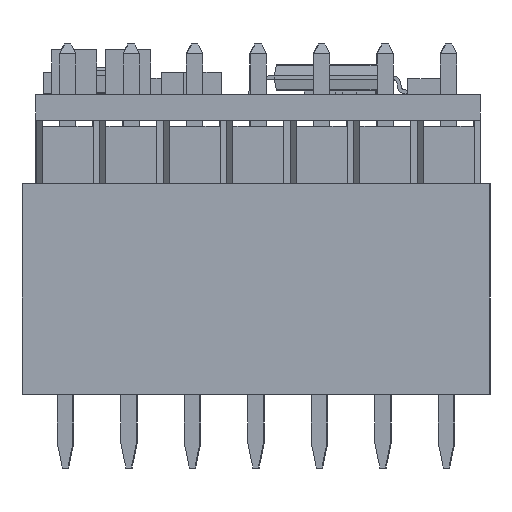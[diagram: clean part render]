
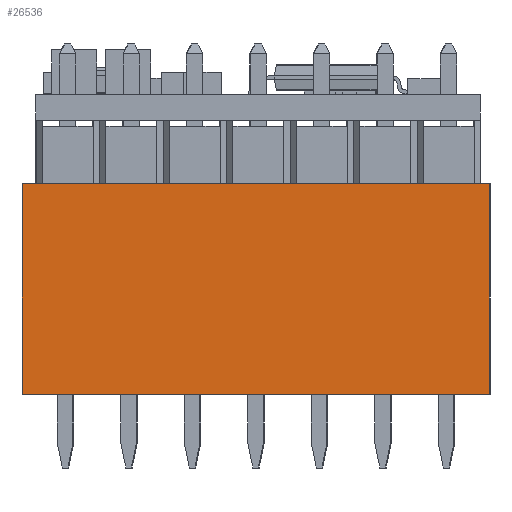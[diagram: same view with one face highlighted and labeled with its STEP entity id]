
A CAD part, left-side view. The second image highlights one B-rep face of the part: STEP entity #26536.
In plain terms, the highlighted face is planar.
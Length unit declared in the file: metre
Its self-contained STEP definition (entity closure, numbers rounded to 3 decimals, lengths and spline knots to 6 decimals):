
#3299=LINE('',#50637,#6325);
#3611=LINE('',#51256,#6637);
#3614=LINE('',#51262,#6640);
#3615=LINE('',#51264,#6641);
#6325=VECTOR('',#39053,1.);
#6637=VECTOR('',#39577,1.);
#6640=VECTOR('',#39582,1.);
#6641=VECTOR('',#39583,1.);
#13673=ORIENTED_EDGE('',*,*,#17506,.T.);
#13674=ORIENTED_EDGE('',*,*,#17507,.T.);
#13675=ORIENTED_EDGE('',*,*,#17503,.T.);
#13676=ORIENTED_EDGE('',*,*,#17191,.T.);
#17191=EDGE_CURVE('',#19672,#19671,#3299,.T.);
#17503=EDGE_CURVE('',#19873,#19672,#3611,.T.);
#17506=EDGE_CURVE('',#19671,#19875,#3614,.T.);
#17507=EDGE_CURVE('',#19875,#19873,#3615,.T.);
#19671=VERTEX_POINT('',#50636);
#19672=VERTEX_POINT('',#50638);
#19873=VERTEX_POINT('',#51257);
#19875=VERTEX_POINT('',#51263);
#21686=EDGE_LOOP('',(#13673,#13674,#13675,#13676));
#23184=FACE_BOUND('',#21686,.T.);
#24293=PLANE('',#33535);
#26536=ADVANCED_FACE('',(#23184),#24293,.T.);
#33535=AXIS2_PLACEMENT_3D('',#51261,#39580,#39581);
#39053=DIRECTION('',(0.,0.,1.));
#39577=DIRECTION('',(1.,0.,0.));
#39580=DIRECTION('',(0.,-1.,0.));
#39581=DIRECTION('',(-1.,0.,0.));
#39582=DIRECTION('',(-1.,0.,0.));
#39583=DIRECTION('',(0.,0.,-1.));
#50636=CARTESIAN_POINT('',(0.001725,-0.00121,0.00843));
#50637=CARTESIAN_POINT('',(0.001725,-0.00121,0.));
#50638=CARTESIAN_POINT('',(0.001725,-0.00121,0.));
#51256=CARTESIAN_POINT('',(-0.014425,-0.00121,0.));
#51257=CARTESIAN_POINT('',(-0.016965,-0.00121,0.));
#51261=CARTESIAN_POINT('',(-0.01524,-0.00121,0.004215));
#51262=CARTESIAN_POINT('',(-0.013515,-0.00121,0.00843));
#51263=CARTESIAN_POINT('',(-0.016965,-0.00121,0.00843));
#51264=CARTESIAN_POINT('',(-0.016965,-0.00121,0.00843));
